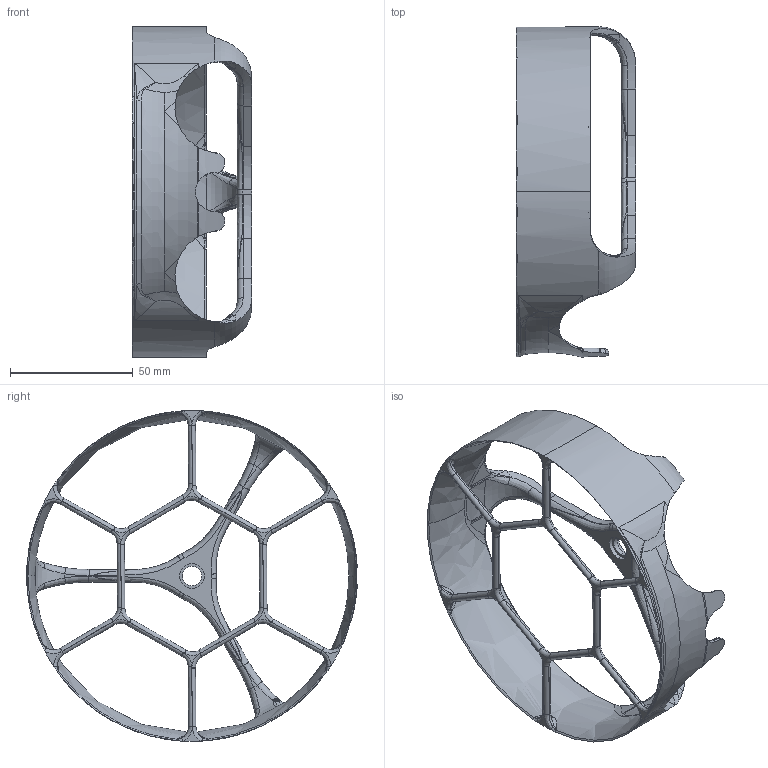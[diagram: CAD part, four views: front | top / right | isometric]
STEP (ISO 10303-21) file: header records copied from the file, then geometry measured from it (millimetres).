
FILE_DESCRIPTION (( 'STEP AP214' ), '1' );
FILE_NAME ('mixys_quick_ducts_5in.STEP', '2021-12-20T21:36:20', ( '' ), ( '' ), 'SwSTEP 2.0', 'SolidWorks 2019', '' );
FILE_SCHEMA (( 'AUTOMOTIVE_DESIGN' ));
Length unit declared in the file: millimetre
Products named in the file (1): mixys_quick_ducts_5in
Bounding box: 48.82 x 134.77 x 135 mm (x, y, z)
Volume: 39766.8 mm3; surface area: 34269.6 mm2
Topology: 1 solids, 1 shells, 481 faces, 1224 edges, 702 vertices
Faces by surface type: bspline 180, cylinder 146, torus 104, plane 51
Entity records: 24139 total; most frequent: CARTESIAN_POINT 14011, ORIENTED_EDGE 2392, DIRECTION 1830, EDGE_CURVE 1196, AXIS2_PLACEMENT_3D 796, VERTEX_POINT 702, CIRCLE 494, EDGE_LOOP 486
